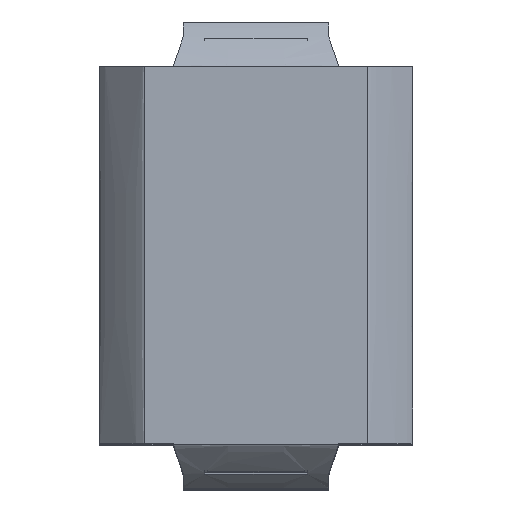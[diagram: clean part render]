
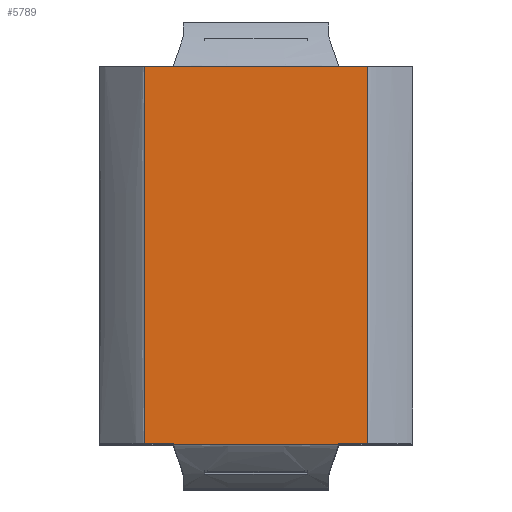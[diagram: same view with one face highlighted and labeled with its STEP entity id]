
A CAD part, top view. The second image highlights one B-rep face of the part: STEP entity #5789.
In plain terms, the highlighted planar face has unit normal (0, 0, 1).
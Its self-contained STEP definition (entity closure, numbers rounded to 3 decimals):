
#87=FACE_OUTER_BOUND('',#387,.T.);
#387=EDGE_LOOP('',(#3845,#3846,#3847,#3848,#3849,#3850,#3851,#3852,#3853,
#3854,#3855,#3856));
#696=B_SPLINE_CURVE_WITH_KNOTS('',3,(#8169,#8170,#8171,#8172),
 .UNSPECIFIED.,.F.,.F.,(4,4),(0.101,3.899),
 .UNSPECIFIED.);
#697=B_SPLINE_CURVE_WITH_KNOTS('',3,(#8174,#8175,#8176,#8177),
 .UNSPECIFIED.,.F.,.F.,(4,4),(-1.661,0.005),
 .UNSPECIFIED.);
#698=B_SPLINE_CURVE_WITH_KNOTS('',3,(#8178,#8179,#8180,#8181),
 .UNSPECIFIED.,.F.,.F.,(4,4),(-3.899,-0.101),
 .UNSPECIFIED.);
#699=B_SPLINE_CURVE_WITH_KNOTS('',3,(#8182,#8183,#8184,#8185),
 .UNSPECIFIED.,.F.,.F.,(4,4),(-0.005,1.661),
 .UNSPECIFIED.);
#741=LINE('',#7871,#1543);
#745=LINE('',#7914,#1547);
#748=LINE('',#7933,#1550);
#755=LINE('',#7982,#1557);
#759=LINE('',#8001,#1561);
#766=LINE('',#8063,#1568);
#769=LINE('',#8084,#1571);
#772=LINE('',#8089,#1574);
#1543=VECTOR('',#6440,10.);
#1547=VECTOR('',#6446,10.);
#1550=VECTOR('',#6453,10.);
#1557=VECTOR('',#6464,10.);
#1561=VECTOR('',#6470,10.);
#1568=VECTOR('',#6483,10.);
#1571=VECTOR('',#6488,10.);
#1574=VECTOR('',#6493,10.);
#2347=VERTEX_POINT('',#7868);
#2348=VERTEX_POINT('',#7870);
#2352=VERTEX_POINT('',#7901);
#2355=VERTEX_POINT('',#7931);
#2356=VERTEX_POINT('',#7932);
#2364=VERTEX_POINT('',#7981);
#2367=VERTEX_POINT('',#7998);
#2368=VERTEX_POINT('',#8000);
#2374=VERTEX_POINT('',#8040);
#2378=VERTEX_POINT('',#8070);
#2379=VERTEX_POINT('',#8083);
#2380=VERTEX_POINT('',#8088);
#2920=EDGE_CURVE('',#2348,#2347,#741,.T.);
#2926=EDGE_CURVE('',#2347,#2352,#745,.T.);
#2930=EDGE_CURVE('',#2355,#2356,#748,.T.);
#2939=EDGE_CURVE('',#2364,#2355,#755,.T.);
#2944=EDGE_CURVE('',#2368,#2367,#759,.T.);
#2955=EDGE_CURVE('',#2367,#2374,#766,.T.);
#2959=EDGE_CURVE('',#2379,#2378,#769,.T.);
#2962=EDGE_CURVE('',#2380,#2379,#772,.T.);
#2969=EDGE_CURVE('',#2348,#2356,#696,.T.);
#2970=EDGE_CURVE('',#2368,#2352,#697,.T.);
#2971=EDGE_CURVE('',#2380,#2374,#698,.T.);
#2972=EDGE_CURVE('',#2364,#2378,#699,.T.);
#3845=ORIENTED_EDGE('',*,*,#2920,.T.);
#3846=ORIENTED_EDGE('',*,*,#2926,.T.);
#3847=ORIENTED_EDGE('',*,*,#2970,.F.);
#3848=ORIENTED_EDGE('',*,*,#2944,.T.);
#3849=ORIENTED_EDGE('',*,*,#2955,.T.);
#3850=ORIENTED_EDGE('',*,*,#2971,.F.);
#3851=ORIENTED_EDGE('',*,*,#2962,.T.);
#3852=ORIENTED_EDGE('',*,*,#2959,.T.);
#3853=ORIENTED_EDGE('',*,*,#2972,.F.);
#3854=ORIENTED_EDGE('',*,*,#2939,.T.);
#3855=ORIENTED_EDGE('',*,*,#2930,.T.);
#3856=ORIENTED_EDGE('',*,*,#2969,.F.);
#5498=PLANE('',#6131);
#5789=ADVANCED_FACE('',(#87),#5498,.T.);
#6131=AXIS2_PLACEMENT_3D('',#8173,#6501,#6502);
#6440=DIRECTION('',(1.,0.,0.));
#6446=DIRECTION('',(0.315,-0.949,0.));
#6453=DIRECTION('',(-1.,0.,0.));
#6464=DIRECTION('',(-0.315,-0.949,0.));
#6470=DIRECTION('',(0.315,0.949,0.));
#6483=DIRECTION('',(1.,0.,0.));
#6488=DIRECTION('',(-0.315,0.949,0.));
#6493=DIRECTION('',(-1.,0.,0.));
#6501=DIRECTION('center_axis',(0.,0.,1.));
#6502=DIRECTION('ref_axis',(1.,0.,0.));
#7868=CARTESIAN_POINT('',(43.,1.014,-35.));
#7870=CARTESIAN_POINT('',(40.072,1.014,-35.));
#7871=CARTESIAN_POINT('',(38.536,1.014,-35.));
#7901=CARTESIAN_POINT('',(43.005,1.,-35.));
#7914=CARTESIAN_POINT('',(43.209,0.385,-35.));
#7931=CARTESIAN_POINT('',(43.,38.986,-35.));
#7932=CARTESIAN_POINT('',(40.072,38.986,-35.));
#7933=CARTESIAN_POINT('',(34.819,38.986,-35.));
#7981=CARTESIAN_POINT('',(43.005,39.,-35.));
#7982=CARTESIAN_POINT('',(36.731,20.092,-35.));
#7998=CARTESIAN_POINT('',(59.665,1.014,-35.));
#8000=CARTESIAN_POINT('',(59.66,1.,-35.));
#8001=CARTESIAN_POINT('',(58.244,-3.268,-35.));
#8040=CARTESIAN_POINT('',(62.602,1.014,-35.));
#8063=CARTESIAN_POINT('',(50.585,1.014,-35.));
#8070=CARTESIAN_POINT('',(59.66,39.,-35.));
#8083=CARTESIAN_POINT('',(59.665,38.986,-35.));
#8084=CARTESIAN_POINT('',(63.722,26.758,-35.));
#8088=CARTESIAN_POINT('',(62.602,38.986,-35.));
#8089=CARTESIAN_POINT('',(46.868,38.986,-35.));
#8169=CARTESIAN_POINT('Ctrl Pts',(40.072,1.014,-35.));
#8170=CARTESIAN_POINT('Ctrl Pts',(40.072,13.671,-35.));
#8171=CARTESIAN_POINT('Ctrl Pts',(40.072,26.329,-35.));
#8172=CARTESIAN_POINT('Ctrl Pts',(40.072,38.986,-35.));
#8173=CARTESIAN_POINT('Origin',(34.072,0.,-35.));
#8174=CARTESIAN_POINT('Ctrl Pts',(59.66,1.,-35.));
#8175=CARTESIAN_POINT('Ctrl Pts',(54.108,1.,-35.));
#8176=CARTESIAN_POINT('Ctrl Pts',(48.556,1.,-35.));
#8177=CARTESIAN_POINT('Ctrl Pts',(43.005,1.,-35.));
#8178=CARTESIAN_POINT('Ctrl Pts',(62.602,38.986,-35.));
#8179=CARTESIAN_POINT('Ctrl Pts',(62.602,26.329,-35.));
#8180=CARTESIAN_POINT('Ctrl Pts',(62.602,13.671,-35.));
#8181=CARTESIAN_POINT('Ctrl Pts',(62.602,1.014,-35.));
#8182=CARTESIAN_POINT('Ctrl Pts',(43.005,39.,-35.));
#8183=CARTESIAN_POINT('Ctrl Pts',(48.556,39.,-35.));
#8184=CARTESIAN_POINT('Ctrl Pts',(54.108,39.,-35.));
#8185=CARTESIAN_POINT('Ctrl Pts',(59.66,39.,-35.));
